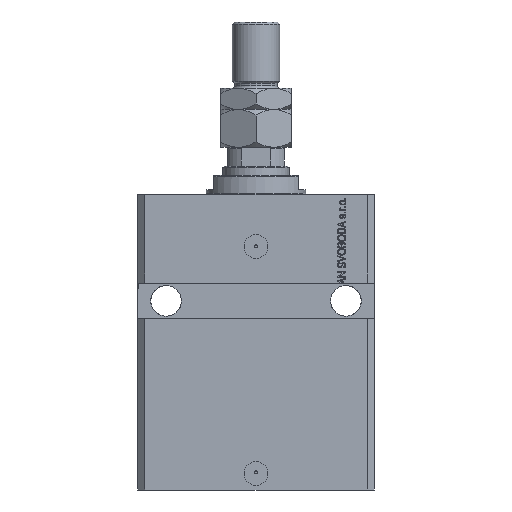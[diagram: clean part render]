
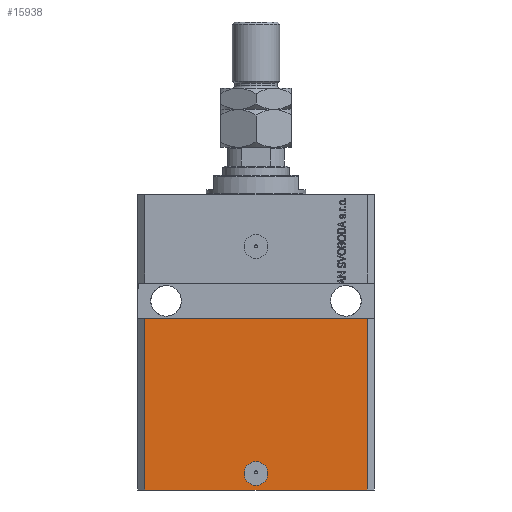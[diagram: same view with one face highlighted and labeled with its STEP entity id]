
A CAD part, front view. The second image highlights one B-rep face of the part: STEP entity #15938.
In plain terms, the highlighted planar face has unit normal (0, -1, 0).
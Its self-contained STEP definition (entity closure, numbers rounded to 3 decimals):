
#522 = EDGE_LOOP ( 'NONE', ( #33931, #5887 ) ) ;
#2243 = AXIS2_PLACEMENT_3D ( 'NONE', #34566, #38330, #45400 ) ;
#2615 = VECTOR ( 'NONE', #38985, 1000. ) ;
#4437 = ORIENTED_EDGE ( 'NONE', *, *, #36261, .T. ) ;
#5652 = CARTESIAN_POINT ( 'NONE',  ( -47., -37.5, -125. ) ) ;
#5865 = PLANE ( 'NONE',  #2243 ) ;
#5887 = ORIENTED_EDGE ( 'NONE', *, *, #30264, .F. ) ;
#5942 = EDGE_CURVE ( 'NONE', #8909, #35062, #11102, .T. ) ;
#6305 = AXIS2_PLACEMENT_3D ( 'NONE', #22698, #15875, #7661 ) ;
#7661 = DIRECTION ( 'NONE',  ( 1., 0., 0. ) ) ;
#8001 = VECTOR ( 'NONE', #37880, 1000. ) ;
#8650 = CARTESIAN_POINT ( 'NONE',  ( -47., -37.5, -52.5 ) ) ;
#8727 = VERTEX_POINT ( 'NONE', #26740 ) ;
#8909 = VERTEX_POINT ( 'NONE', #43667 ) ;
#10717 = DIRECTION ( 'NONE',  ( 0., 0., 1. ) ) ;
#11102 = CIRCLE ( 'NONE', #30636, 5. ) ;
#11225 = LINE ( 'NONE', #42534, #2615 ) ;
#11422 = VERTEX_POINT ( 'NONE', #24105 ) ;
#12311 = CIRCLE ( 'NONE', #6305, 5. ) ;
#12417 = CARTESIAN_POINT ( 'NONE',  ( -50., -37.5, -52.5 ) ) ;
#12819 = DIRECTION ( 'NONE',  ( 1., 0., 0. ) ) ;
#14326 = CARTESIAN_POINT ( 'NONE',  ( 47., -37.5, -52.5 ) ) ;
#15875 = DIRECTION ( 'NONE',  ( 0., -1., 0. ) ) ;
#15938 = ADVANCED_FACE ( 'NONE', ( #23735, #38086 ), #5865, .T. ) ;
#15950 = DIRECTION ( 'NONE',  ( 1., 0., 0. ) ) ;
#19878 = ORIENTED_EDGE ( 'NONE', *, *, #27461, .F. ) ;
#22698 = CARTESIAN_POINT ( 'NONE',  ( 0., -37.5, -118. ) ) ;
#23144 = CARTESIAN_POINT ( 'NONE',  ( -5., -37.5, -118. ) ) ;
#23735 = FACE_BOUND ( 'NONE', #522, .T. ) ;
#24105 = CARTESIAN_POINT ( 'NONE',  ( 47., -37.5, -125. ) ) ;
#25053 = CARTESIAN_POINT ( 'NONE',  ( 47., -37.5, -125. ) ) ;
#26740 = CARTESIAN_POINT ( 'NONE',  ( -47., -37.5, -125. ) ) ;
#27461 = EDGE_CURVE ( 'NONE', #8727, #43283, #11225, .T. ) ;
#27704 = ORIENTED_EDGE ( 'NONE', *, *, #44230, .F. ) ;
#28984 = EDGE_CURVE ( 'NONE', #11422, #31229, #31422, .T. ) ;
#29161 = VECTOR ( 'NONE', #15950, 1000. ) ;
#30264 = EDGE_CURVE ( 'NONE', #35062, #8909, #12311, .T. ) ;
#30636 = AXIS2_PLACEMENT_3D ( 'NONE', #40594, #44595, #12819 ) ;
#31229 = VERTEX_POINT ( 'NONE', #14326 ) ;
#31422 = LINE ( 'NONE', #25053, #43863 ) ;
#33598 = LINE ( 'NONE', #12417, #29161 ) ;
#33931 = ORIENTED_EDGE ( 'NONE', *, *, #5942, .F. ) ;
#34566 = CARTESIAN_POINT ( 'NONE',  ( -47., -37.5, -125. ) ) ;
#35062 = VERTEX_POINT ( 'NONE', #23144 ) ;
#36261 = EDGE_CURVE ( 'NONE', #8727, #11422, #38116, .T. ) ;
#36298 = ORIENTED_EDGE ( 'NONE', *, *, #28984, .T. ) ;
#37880 = DIRECTION ( 'NONE',  ( 1., 0., 0. ) ) ;
#38086 = FACE_OUTER_BOUND ( 'NONE', #39694, .T. ) ;
#38116 = LINE ( 'NONE', #5652, #8001 ) ;
#38330 = DIRECTION ( 'NONE',  ( 0., -1., 0. ) ) ;
#38985 = DIRECTION ( 'NONE',  ( 0., 0., 1. ) ) ;
#39694 = EDGE_LOOP ( 'NONE', ( #27704, #19878, #4437, #36298 ) ) ;
#40594 = CARTESIAN_POINT ( 'NONE',  ( 0., -37.5, -118. ) ) ;
#42534 = CARTESIAN_POINT ( 'NONE',  ( -47., -37.5, -125. ) ) ;
#43283 = VERTEX_POINT ( 'NONE', #8650 ) ;
#43667 = CARTESIAN_POINT ( 'NONE',  ( 5., -37.5, -118. ) ) ;
#43863 = VECTOR ( 'NONE', #10717, 1000. ) ;
#44230 = EDGE_CURVE ( 'NONE', #43283, #31229, #33598, .T. ) ;
#44595 = DIRECTION ( 'NONE',  ( 0., -1., 0. ) ) ;
#45400 = DIRECTION ( 'NONE',  ( 1., 0., 0. ) ) ;
